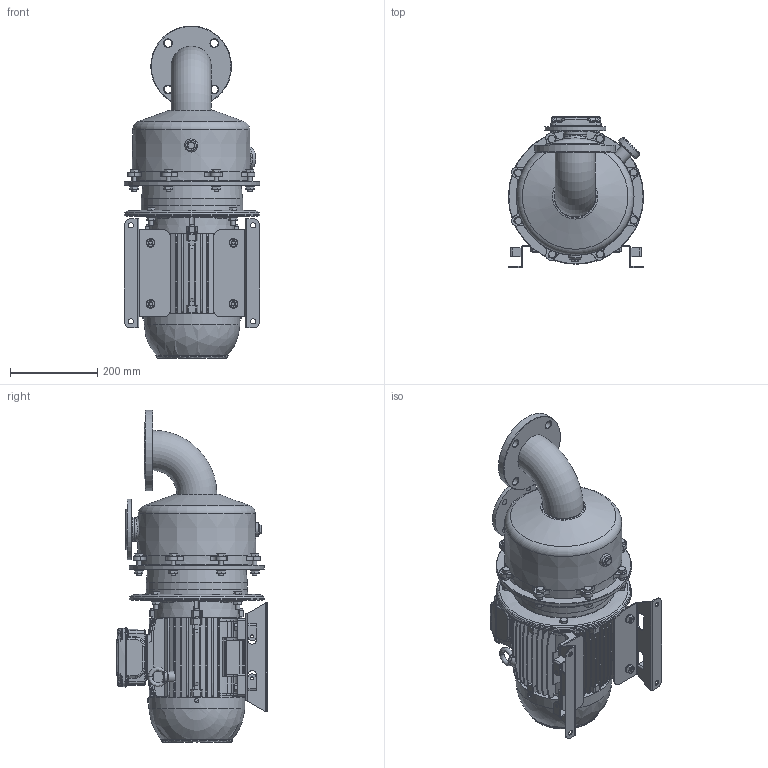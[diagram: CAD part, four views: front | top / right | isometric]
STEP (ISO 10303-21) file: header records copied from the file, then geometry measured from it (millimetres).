
FILE_DESCRIPTION(('STEP AP203'), '1');
FILE_NAME('Ýëåêòðîíàñîñíûé àãðåãàòÕÌñ 50_30Ê5-7,5_2', '', ('UNSPECIFIED'), ('UNSPECIFIED'), 'ASCON STEP Converter 1.6', 'ASCON Math Kernel', '');
FILE_SCHEMA(('CONFIG_CONTROL_DESIGN'));
Length unit declared in the file: millimetre
Products named in the file (22): 23.00.000-01; 2; 4; 5; 6; 7; 9; 13; 青腓忭铋 镟蝠簋铌 17.01.007; ìóôòà ìîëî÷íàÿ îáðåçàííàÿ; 婑鳧氀 Dy80; Ôëàíåö ïàòðóáêà èñïîëíåíèå Ì òèï 01 ïàç-øèï ñ îòáîðòîâêîé; 1.01.005; 3.08.000 捘; 3.08.001; 3.09.002
Assembly tree (64 placements, depth 3):
  23.00.000-01
    2  x12
    4
    5  x4
    6  x4
    7  x16
    9  x2
    13  x4
    青腓忭铋 镟蝠簋铌 17.01.007
    ìóôòà ìîëî÷íàÿ îáðåçàííàÿ
    (unnamed)
      (unnamed)
      (unnamed)
      婑鳧氀 Dy80
      Ôëàíåö ïàòðóáêà èñïîëíåíèå Ì òèï 01 ïàç-øèï ñ îòáîðòîâêîé
      (unnamed)
      1.01.005
    (unnamed)  x8
    (unnamed)
    3.08.000 捘
      3.08.001
      3.09.002
Bounding box: 310 x 346 x 761.08 mm (x, y, z)
Volume: 14848306.4 mm3; surface area: 1883179.8 mm2
Topology: 62 solids, 62 shells, 3116 faces, 7624 edges, 4880 vertices
Faces by surface type: plane 1912, cylinder 477, cone 386, bspline 195, torus 135, sphere 11
Full cylindrical faces by diameter (mm): 3 x1, 6.7 x4, 8.38 x1, 8.5 x16, 9.5 x3, 10 x21, 10.5 x4, 12 x32, 13 x16, 14 x4, 15 x12, 16 x1, 18 x4, 20 x16, 25 x2, 27 x1, 27.4 x1, 28 x1, 30 x2, 32 x2, 34.85 x1, 36 x1, 43.45 x1, 46 x1, 47 x1, 50 x1, 53 x1, 56 x1, 58 x1, 64.995 x1
Entity records: 118506 total; most frequent: CARTESIAN_POINT 40029, ORIENTED_EDGE 12032, DIRECTION 10571, EDGE_CURVE 6016, VERTEX_POINT 4039, LINE 3831, VECTOR 3831, AXIS2_PLACEMENT_3D 3370
